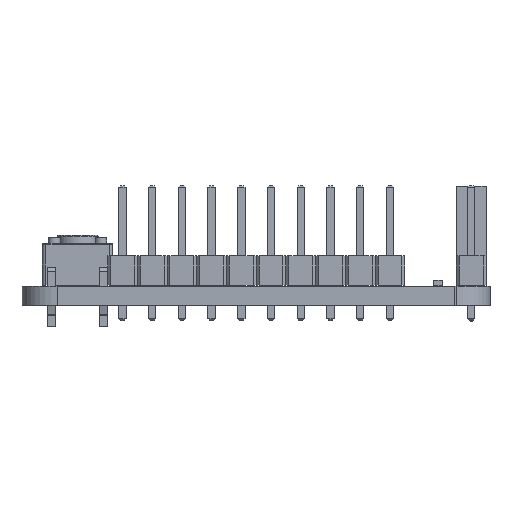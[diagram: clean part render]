
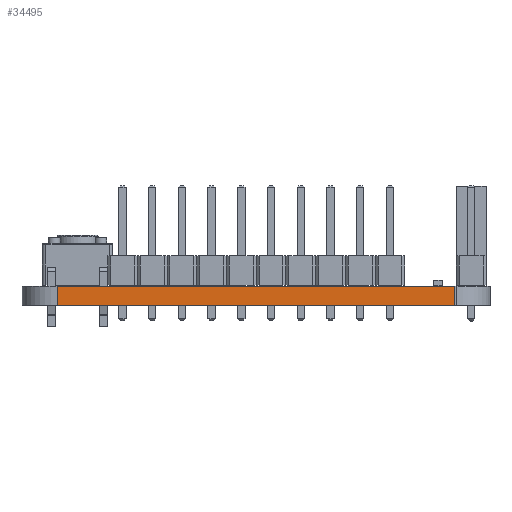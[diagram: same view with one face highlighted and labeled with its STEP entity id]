
A CAD part, front view. The second image highlights one B-rep face of the part: STEP entity #34495.
In plain terms, the highlighted planar face has unit normal (0, -1, 0).
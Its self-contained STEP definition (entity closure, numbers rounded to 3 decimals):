
#33022 = VERTEX_POINT('',#33023);
#33023 = CARTESIAN_POINT('',(3.,0.,0.));
#33030 = EDGE_CURVE('',#33031,#33022,#33033,.T.);
#33031 = VERTEX_POINT('',#33032);
#33032 = CARTESIAN_POINT('',(37.,-0.,0.));
#33033 = LINE('',#33034,#33035);
#33034 = CARTESIAN_POINT('',(37.,-0.,0.));
#33035 = VECTOR('',#33036,1.);
#33036 = DIRECTION('',(-1.,0.,0.));
#33736 = VERTEX_POINT('',#33737);
#33737 = CARTESIAN_POINT('',(3.,0.,1.626));
#33744 = EDGE_CURVE('',#33745,#33736,#33747,.T.);
#33745 = VERTEX_POINT('',#33746);
#33746 = CARTESIAN_POINT('',(37.,0.,1.626));
#33747 = LINE('',#33748,#33749);
#33748 = CARTESIAN_POINT('',(37.,0.,1.626));
#33749 = VECTOR('',#33750,1.);
#33750 = DIRECTION('',(-1.,0.,0.));
#34467 = EDGE_CURVE('',#33031,#33745,#34468,.T.);
#34468 = LINE('',#34469,#34470);
#34469 = CARTESIAN_POINT('',(37.,-0.,0.));
#34470 = VECTOR('',#34471,1.);
#34471 = DIRECTION('',(0.,0.,1.));
#34495 = ADVANCED_FACE('',(#34496),#34507,.T.);
#34496 = FACE_BOUND('',#34497,.T.);
#34497 = EDGE_LOOP('',(#34498,#34499,#34500,#34506));
#34498 = ORIENTED_EDGE('',*,*,#34467,.T.);
#34499 = ORIENTED_EDGE('',*,*,#33744,.T.);
#34500 = ORIENTED_EDGE('',*,*,#34501,.F.);
#34501 = EDGE_CURVE('',#33022,#33736,#34502,.T.);
#34502 = LINE('',#34503,#34504);
#34503 = CARTESIAN_POINT('',(3.,0.,0.));
#34504 = VECTOR('',#34505,1.);
#34505 = DIRECTION('',(0.,0.,1.));
#34506 = ORIENTED_EDGE('',*,*,#33030,.F.);
#34507 = PLANE('',#34508);
#34508 = AXIS2_PLACEMENT_3D('',#34509,#34510,#34511);
#34509 = CARTESIAN_POINT('',(37.,0.,0.));
#34510 = DIRECTION('',(0.,-1.,0.));
#34511 = DIRECTION('',(-1.,0.,0.));
